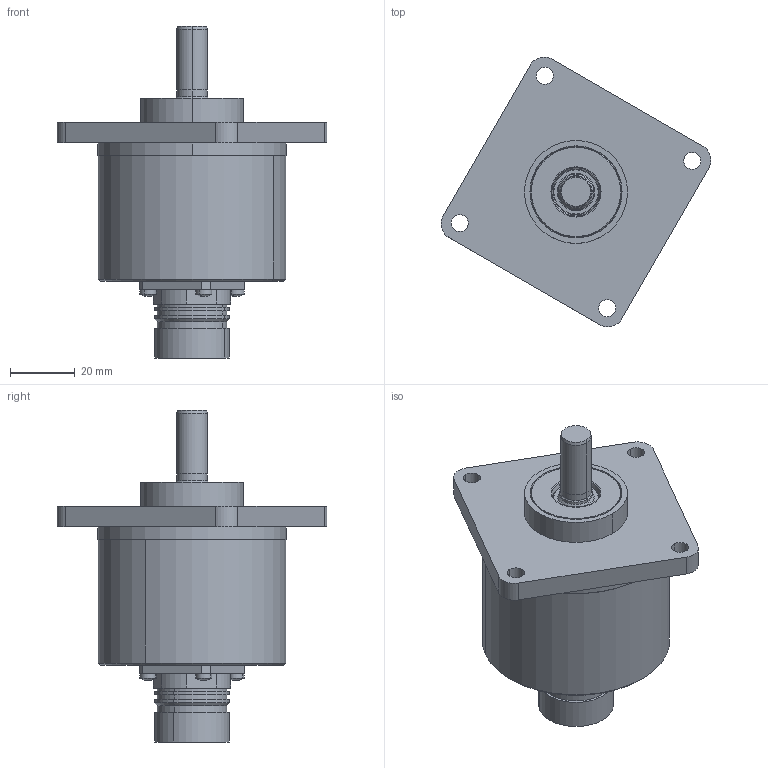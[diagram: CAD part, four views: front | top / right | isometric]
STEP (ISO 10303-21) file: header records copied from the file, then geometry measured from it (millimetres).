
FILE_DESCRIPTION((''),'2;1');
FILE_NAME('731767','2010-11-10T',('se2802'),(''),'PRO/ENGINEER BY PARAMETRIC TECHNOLOGY CORPORATION, 2010180','PRO/ENGINEER BY PARAMETRIC TECHNOLOGY CORPORATION, 2010180','');
FILE_SCHEMA(('CONFIG_CONTROL_DESIGN'));
Products named in the file (1): 731767
Bounding box: 83.08 x 83.08 x 102.3 mm (x, y, z)
Volume: 92595.5 mm3; surface area: 47004.4 mm2
Topology: 1 solids, 2 shells, 1446 faces, 3986 edges, 2597 vertices
Faces by surface type: cylinder 525, plane 473, extrusion 324, torus 58, cone 52, sphere 14
Entity records: 51842 total; most frequent: CARTESIAN_POINT 15285, ORIENTED_EDGE 7968, DIRECTION 7060, EDGE_CURVE 3984, VERTEX_POINT 2597, AXIS2_PLACEMENT_3D 2562, VECTOR 1936, LINE 1612
